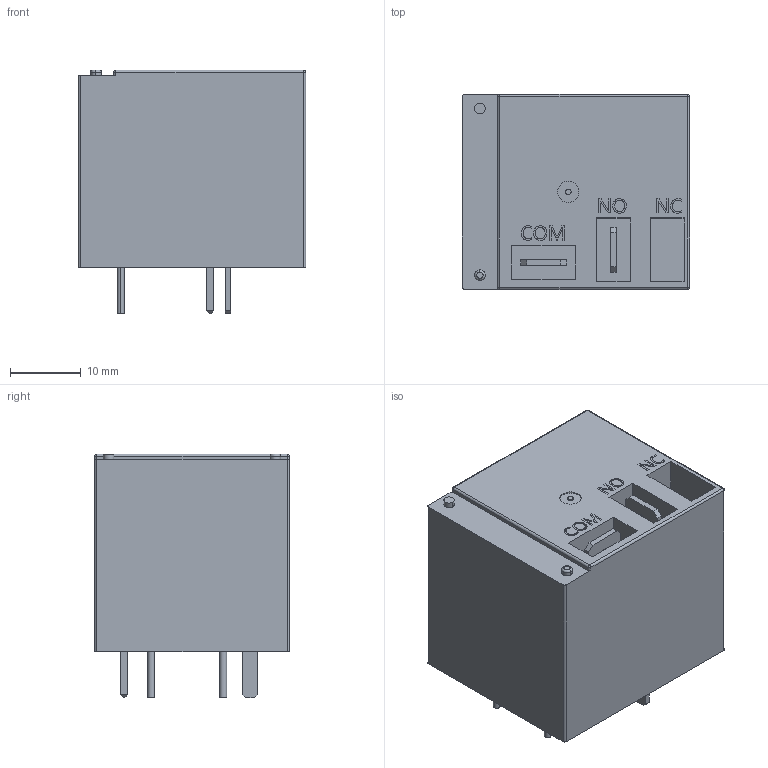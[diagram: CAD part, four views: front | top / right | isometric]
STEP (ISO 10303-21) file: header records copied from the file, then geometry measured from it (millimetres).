
FILE_DESCRIPTION (( 'STEP AP214' ), '1' );
FILE_NAME ('RELAY-TH_SLC-XXVDC-SL-A.step', '2022-07-09T14:09:09', ( '' ), ( '' ), 'SwSTEP 2.0', 'SolidWorks 2020', '' );
FILE_SCHEMA (( 'AUTOMOTIVE_DESIGN' ));
Length unit declared in the file: millimetre
Products named in the file (1): RELAY-TH_SLC-XXVDC-SL-A
Bounding box: 32.2 x 27.61 x 34.5 mm (x, y, z)
Volume: 23943.3 mm3; surface area: 5797.5 mm2
Topology: 1 solids, 1 shells, 477 faces, 1264 edges, 834 vertices
Faces by surface type: plane 287, bspline 158, cylinder 26, sphere 4, torus 2
Entity records: 22723 total; most frequent: CARTESIAN_POINT 6850, ORIENTED_EDGE 2520, DIRECTION 1593, EDGE_CURVE 1260, VECTOR 841, LINE 841, VERTEX_POINT 834, EDGE_LOOP 530
